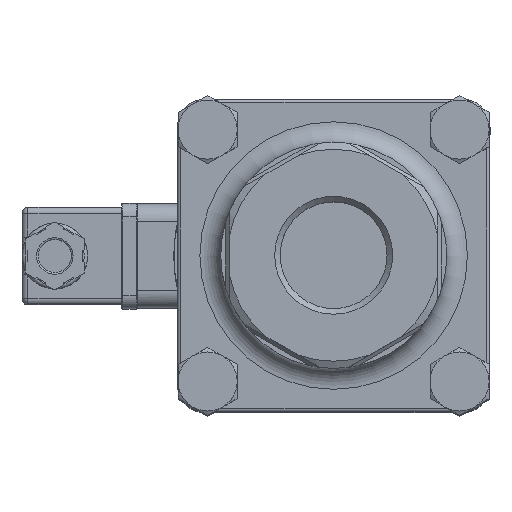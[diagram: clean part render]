
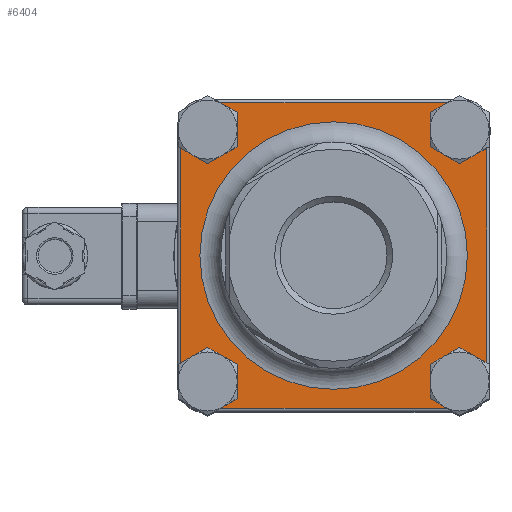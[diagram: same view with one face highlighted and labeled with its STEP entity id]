
A CAD part, top view. The second image highlights one B-rep face of the part: STEP entity #6404.
In plain terms, the highlighted planar face has unit normal (0, 0, 1).
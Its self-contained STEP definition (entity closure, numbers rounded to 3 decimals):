
#386=FACE_BOUND('',#845,.T.);
#455=FACE_OUTER_BOUND('',#844,.T.);
#844=EDGE_LOOP('',(#4095,#4096,#4097,#4098,#4099,#4100,#4101,#4102,#4103,
#4104,#4105));
#845=EDGE_LOOP('',(#4106));
#1249=LINE('',#9686,#1676);
#1250=LINE('',#9692,#1677);
#1251=LINE('',#9698,#1678);
#1252=LINE('',#9701,#1679);
#1676=VECTOR('',#7712,10.);
#1677=VECTOR('',#7717,10.);
#1678=VECTOR('',#7722,10.);
#1679=VECTOR('',#7725,10.);
#2101=CIRCLE('',#6846,7.8);
#2103=CIRCLE('',#6848,7.8);
#2104=CIRCLE('',#6850,7.8);
#2105=CIRCLE('',#6851,7.8);
#2106=CIRCLE('',#6852,7.8);
#2107=CIRCLE('',#6853,7.8);
#2108=CIRCLE('',#6854,7.8);
#2109=CIRCLE('',#6855,38.5);
#2436=VERTEX_POINT('',#9575);
#2439=VERTEX_POINT('',#9582);
#2460=VERTEX_POINT('',#9679);
#2461=VERTEX_POINT('',#9685);
#2462=VERTEX_POINT('',#9687);
#2463=VERTEX_POINT('',#9689);
#2464=VERTEX_POINT('',#9691);
#2465=VERTEX_POINT('',#9693);
#2466=VERTEX_POINT('',#9695);
#2467=VERTEX_POINT('',#9697);
#2468=VERTEX_POINT('',#9699);
#2469=VERTEX_POINT('',#9702);
#3081=EDGE_CURVE('',#2436,#2460,#2101,.T.);
#3083=EDGE_CURVE('',#2460,#2439,#2103,.T.);
#3085=EDGE_CURVE('',#2461,#2439,#1249,.T.);
#3086=EDGE_CURVE('',#2461,#2462,#2104,.T.);
#3087=EDGE_CURVE('',#2462,#2463,#2105,.T.);
#3088=EDGE_CURVE('',#2464,#2463,#1250,.T.);
#3089=EDGE_CURVE('',#2464,#2465,#2106,.T.);
#3090=EDGE_CURVE('',#2465,#2466,#2107,.T.);
#3091=EDGE_CURVE('',#2467,#2466,#1251,.T.);
#3092=EDGE_CURVE('',#2467,#2468,#2108,.T.);
#3093=EDGE_CURVE('',#2436,#2468,#1252,.T.);
#3094=EDGE_CURVE('',#2469,#2469,#2109,.T.);
#4095=ORIENTED_EDGE('',*,*,#3081,.T.);
#4096=ORIENTED_EDGE('',*,*,#3083,.T.);
#4097=ORIENTED_EDGE('',*,*,#3085,.F.);
#4098=ORIENTED_EDGE('',*,*,#3086,.T.);
#4099=ORIENTED_EDGE('',*,*,#3087,.T.);
#4100=ORIENTED_EDGE('',*,*,#3088,.F.);
#4101=ORIENTED_EDGE('',*,*,#3089,.T.);
#4102=ORIENTED_EDGE('',*,*,#3090,.T.);
#4103=ORIENTED_EDGE('',*,*,#3091,.F.);
#4104=ORIENTED_EDGE('',*,*,#3092,.T.);
#4105=ORIENTED_EDGE('',*,*,#3093,.F.);
#4106=ORIENTED_EDGE('',*,*,#3094,.F.);
#5807=PLANE('',#6849);
#6404=ADVANCED_FACE('',(#455,#386),#5807,.T.);
#6846=AXIS2_PLACEMENT_3D('',#9680,#7703,#7704);
#6848=AXIS2_PLACEMENT_3D('',#9682,#7707,#7708);
#6849=AXIS2_PLACEMENT_3D('',#9684,#7710,#7711);
#6850=AXIS2_PLACEMENT_3D('',#9688,#7713,#7714);
#6851=AXIS2_PLACEMENT_3D('',#9690,#7715,#7716);
#6852=AXIS2_PLACEMENT_3D('',#9694,#7718,#7719);
#6853=AXIS2_PLACEMENT_3D('',#9696,#7720,#7721);
#6854=AXIS2_PLACEMENT_3D('',#9700,#7723,#7724);
#6855=AXIS2_PLACEMENT_3D('',#9703,#7726,#7727);
#7703=DIRECTION('center_axis',(0.,0.,-1.));
#7704=DIRECTION('ref_axis',(-0.866,0.5,0.));
#7707=DIRECTION('center_axis',(0.,0.,-1.));
#7708=DIRECTION('ref_axis',(-0.866,0.5,0.));
#7710=DIRECTION('center_axis',(0.,0.,1.));
#7711=DIRECTION('ref_axis',(1.,0.,0.));
#7712=DIRECTION('',(1.,0.,0.));
#7713=DIRECTION('center_axis',(0.,0.,-1.));
#7714=DIRECTION('ref_axis',(-0.866,0.5,0.));
#7715=DIRECTION('center_axis',(0.,0.,-1.));
#7716=DIRECTION('ref_axis',(-0.866,0.5,0.));
#7717=DIRECTION('',(0.,1.,0.));
#7718=DIRECTION('center_axis',(0.,0.,-1.));
#7719=DIRECTION('ref_axis',(-0.866,0.5,0.));
#7720=DIRECTION('center_axis',(0.,0.,-1.));
#7721=DIRECTION('ref_axis',(-0.866,0.5,0.));
#7722=DIRECTION('',(-1.,0.,0.));
#7723=DIRECTION('center_axis',(0.,0.,-1.));
#7724=DIRECTION('ref_axis',(-0.866,0.5,0.));
#7725=DIRECTION('',(0.,-1.,0.));
#7726=DIRECTION('center_axis',(0.,0.,1.));
#7727=DIRECTION('ref_axis',(-1.,0.,0.));
#9575=CARTESIAN_POINT('',(44.,35.368,15.));
#9582=CARTESIAN_POINT('',(35.368,44.,15.));
#9679=CARTESIAN_POINT('',(43.005,32.35,15.));
#9680=CARTESIAN_POINT('Origin',(36.25,36.25,15.));
#9682=CARTESIAN_POINT('Origin',(36.25,36.25,15.));
#9684=CARTESIAN_POINT('Origin',(0.,0.,
15.));
#9685=CARTESIAN_POINT('',(-35.368,44.,15.));
#9686=CARTESIAN_POINT('',(-22.5,44.,15.));
#9687=CARTESIAN_POINT('',(-29.495,32.35,15.));
#9688=CARTESIAN_POINT('Origin',(-36.25,36.25,15.));
#9689=CARTESIAN_POINT('',(-44.,35.368,15.));
#9690=CARTESIAN_POINT('Origin',(-36.25,36.25,15.));
#9691=CARTESIAN_POINT('',(-44.,-35.368,15.));
#9692=CARTESIAN_POINT('',(-44.,-22.5,15.));
#9693=CARTESIAN_POINT('',(-29.495,-40.15,15.));
#9694=CARTESIAN_POINT('Origin',(-36.25,-36.25,15.));
#9695=CARTESIAN_POINT('',(-35.368,-44.,15.));
#9696=CARTESIAN_POINT('Origin',(-36.25,-36.25,15.));
#9697=CARTESIAN_POINT('',(35.368,-44.,15.));
#9698=CARTESIAN_POINT('',(22.5,-44.,15.));
#9699=CARTESIAN_POINT('',(44.,-35.368,15.));
#9700=CARTESIAN_POINT('Origin',(36.25,-36.25,15.));
#9701=CARTESIAN_POINT('',(44.,22.5,15.));
#9702=CARTESIAN_POINT('',(-38.5,0.,15.));
#9703=CARTESIAN_POINT('Origin',(0.,0.,15.));
